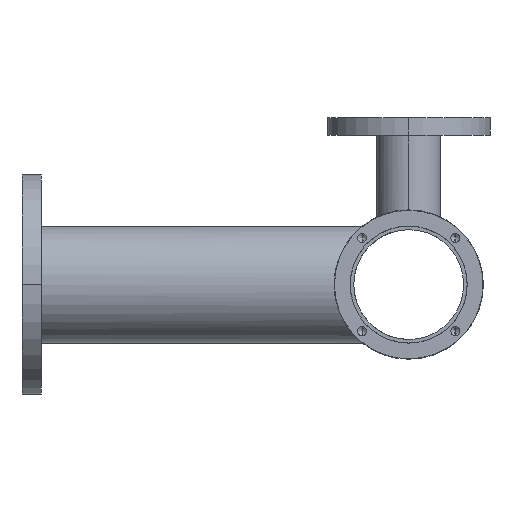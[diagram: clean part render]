
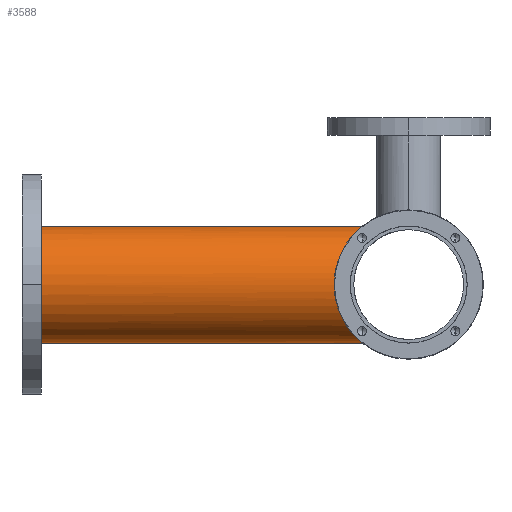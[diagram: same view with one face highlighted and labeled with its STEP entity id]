
A CAD part, left-side view. The second image highlights one B-rep face of the part: STEP entity #3588.
In plain terms, the highlighted cylindrical face has radius 66.5 mm (diameter 133 mm), a partial arc.
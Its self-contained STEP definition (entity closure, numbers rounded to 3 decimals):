
#54 = CARTESIAN_POINT ( 'NONE',  ( 253.5, 66.5, 0. ) ) ;
#316 = CARTESIAN_POINT ( 'NONE',  ( 320., 0., -66.5 ) ) ;
#543 = LINE ( 'NONE', #3794, #1038 ) ;
#559 = ORIENTED_EDGE ( 'NONE', *, *, #3602, .F. ) ;
#614 = DIRECTION ( 'NONE',  ( 0., -1., 0. ) ) ;
#657 = VERTEX_POINT ( 'NONE', #2025 ) ;
#668 = VERTEX_POINT ( 'NONE', #912 ) ;
#794 = FACE_OUTER_BOUND ( 'NONE', #1743, .T. ) ;
#807 = AXIS2_PLACEMENT_3D ( 'NONE', #2456, #3564, #6342 ) ;
#912 = CARTESIAN_POINT ( 'NONE',  ( 320., 0., -66.5 ) ) ;
#1038 = VECTOR ( 'NONE', #614, 1000. ) ;
#1597 = CIRCLE ( 'NONE', #2868, 66.5 ) ;
#1649 = DIRECTION ( 'NONE',  ( 0., 1., 0. ) ) ;
#1743 = EDGE_LOOP ( 'NONE', ( #6374, #2265, #4413, #3273, #559 ) ) ;
#1848 = VECTOR ( 'NONE', #3895, 1000. ) ;
#1861 = CARTESIAN_POINT ( 'NONE',  ( 253.5, 66.5, 38.955 ) ) ;
#2025 = CARTESIAN_POINT ( 'NONE',  ( 320., 435., -66.5 ) ) ;
#2265 = ORIENTED_EDGE ( 'NONE', *, *, #6641, .F. ) ;
#2271 = CARTESIAN_POINT ( 'NONE',  ( 320., 435., 66.5 ) ) ;
#2456 = CARTESIAN_POINT ( 'NONE',  ( 320., 435., 0. ) ) ;
#2662 = CARTESIAN_POINT ( 'NONE',  ( 281.045, 38.955, 66.5 ) ) ;
#2745 = LINE ( 'NONE', #2271, #1848 ) ;
#2818 = EDGE_CURVE ( 'NONE', #5810, #3137, #2745, .T. ) ;
#2868 = AXIS2_PLACEMENT_3D ( 'NONE', #3886, #1649, #6043 ) ;
#3080 =( BOUNDED_CURVE ( )  B_SPLINE_CURVE ( 3, ( #5265, #3554, #4676, #316 ),
 .UNSPECIFIED., .F., .T. ) 
 B_SPLINE_CURVE_WITH_KNOTS ( ( 4, 4 ),
 ( 3.142, 4.712 ),
 .UNSPECIFIED. ) 
 CURVE ( )  GEOMETRIC_REPRESENTATION_ITEM ( )  RATIONAL_B_SPLINE_CURVE ( ( 1., 0.805, 0.805, 1. ) ) 
 REPRESENTATION_ITEM ( '' )  );
#3137 = VERTEX_POINT ( 'NONE', #5034 ) ;
#3273 = ORIENTED_EDGE ( 'NONE', *, *, #3283, .F. ) ;
#3283 = EDGE_CURVE ( 'NONE', #5869, #668, #3080, .T. ) ;
#3554 = CARTESIAN_POINT ( 'NONE',  ( 253.5, 66.5, -38.955 ) ) ;
#3564 = DIRECTION ( 'NONE',  ( 0., -1., 0. ) ) ;
#3588 = ADVANCED_FACE ( 'NONE', ( #794 ), #5203, .T. ) ;
#3602 = EDGE_CURVE ( 'NONE', #3137, #5869, #3844, .T. ) ;
#3794 = CARTESIAN_POINT ( 'NONE',  ( 320., 435., -66.5 ) ) ;
#3844 =( BOUNDED_CURVE ( )  B_SPLINE_CURVE ( 3, ( #6303, #2662, #1861, #4068 ),
 .UNSPECIFIED., .F., .T. ) 
 B_SPLINE_CURVE_WITH_KNOTS ( ( 4, 4 ),
 ( 1.571, 3.142 ),
 .UNSPECIFIED. ) 
 CURVE ( )  GEOMETRIC_REPRESENTATION_ITEM ( )  RATIONAL_B_SPLINE_CURVE ( ( 1., 0.805, 0.805, 1. ) ) 
 REPRESENTATION_ITEM ( '' )  );
#3886 = CARTESIAN_POINT ( 'NONE',  ( 320., 435., 0. ) ) ;
#3895 = DIRECTION ( 'NONE',  ( 0., -1., 0. ) ) ;
#4068 = CARTESIAN_POINT ( 'NONE',  ( 253.5, 66.5, 0. ) ) ;
#4413 = ORIENTED_EDGE ( 'NONE', *, *, #4796, .T. ) ;
#4676 = CARTESIAN_POINT ( 'NONE',  ( 281.045, 38.955, -66.5 ) ) ;
#4796 = EDGE_CURVE ( 'NONE', #657, #668, #543, .T. ) ;
#5034 = CARTESIAN_POINT ( 'NONE',  ( 320., 0., 66.5 ) ) ;
#5203 = CYLINDRICAL_SURFACE ( 'NONE', #807, 66.5 ) ;
#5265 = CARTESIAN_POINT ( 'NONE',  ( 253.5, 66.5, 0. ) ) ;
#5810 = VERTEX_POINT ( 'NONE', #6026 ) ;
#5869 = VERTEX_POINT ( 'NONE', #54 ) ;
#6026 = CARTESIAN_POINT ( 'NONE',  ( 320., 435., 66.5 ) ) ;
#6043 = DIRECTION ( 'NONE',  ( -1., 0., 0. ) ) ;
#6303 = CARTESIAN_POINT ( 'NONE',  ( 320., 0., 66.5 ) ) ;
#6342 = DIRECTION ( 'NONE',  ( 0., 0., -1. ) ) ;
#6374 = ORIENTED_EDGE ( 'NONE', *, *, #2818, .F. ) ;
#6641 = EDGE_CURVE ( 'NONE', #657, #5810, #1597, .T. ) ;
